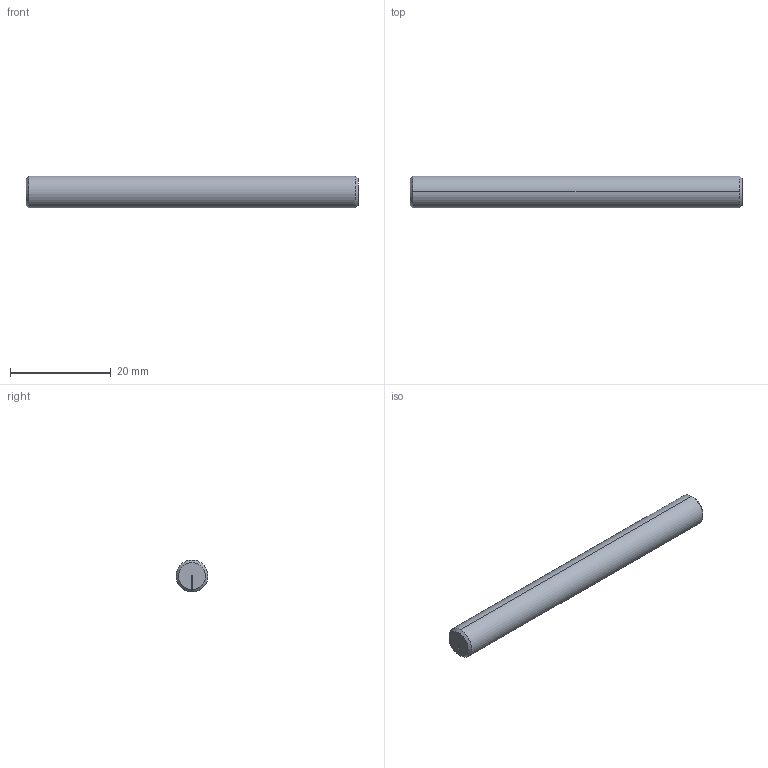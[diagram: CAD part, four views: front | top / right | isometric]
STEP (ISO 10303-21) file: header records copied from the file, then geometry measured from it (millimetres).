
FILE_DESCRIPTION (( 'STEP AP203' ), '1' );
FILE_NAME ('APFCH-1.STEP', '2018-12-06T08:05:30', ( '' ), ( '' ), 'SwSTEP 2.0', 'SolidWorks 2016', '' );
FILE_SCHEMA (( 'CONFIG_CONTROL_DESIGN' ));
Length unit declared in the file: millimetre
Products named in the file (1): APFCH-1
Bounding box: 66 x 6.35 x 6.35 mm (x, y, z)
Surface area: 1793.8 mm2 (no closed solid volume)
Topology: 0 solids, 1 shells, 10 faces, 23 edges, 15 vertices
Faces by surface type: plane 4, cone 3, cylinder 3
Entity records: 369 total; most frequent: CARTESIAN_POINT 61, DIRECTION 50, ORIENTED_EDGE 46, EDGE_CURVE 23, AXIS2_PLACEMENT_3D 20, VERTEX_POINT 15, VECTOR 10, LINE 10
